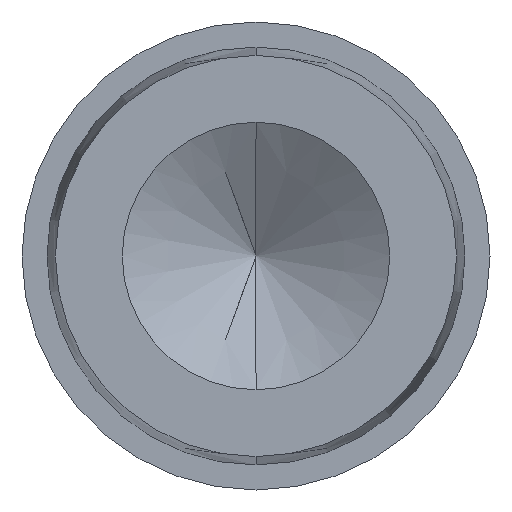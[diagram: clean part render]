
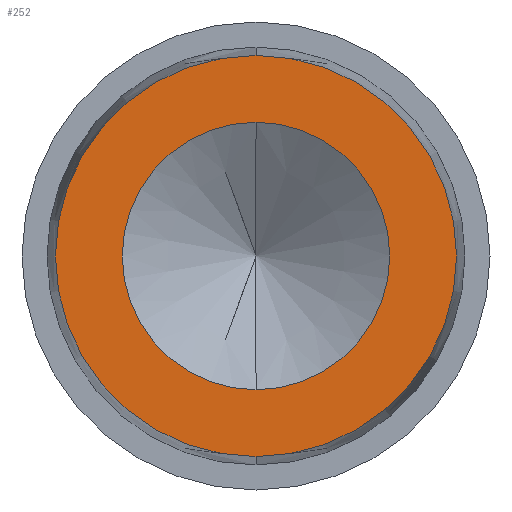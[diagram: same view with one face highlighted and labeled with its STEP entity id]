
A CAD part, front view. The second image highlights one B-rep face of the part: STEP entity #252.
In plain terms, the highlighted planar face has unit normal (0, -1, 0).
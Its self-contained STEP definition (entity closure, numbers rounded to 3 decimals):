
#27 = ORIENTED_EDGE ( 'NONE', *, *, #367, .T. ) ;
#29 = DIRECTION ( 'NONE',  ( 0., 0., -1. ) ) ;
#46 = CIRCLE ( 'NONE', #130, 3. ) ;
#50 = VERTEX_POINT ( 'NONE', #326 ) ;
#58 = EDGE_LOOP ( 'NONE', ( #380, #231 ) ) ;
#70 = DIRECTION ( 'NONE',  ( 0., 1., 0. ) ) ;
#93 = AXIS2_PLACEMENT_3D ( 'NONE', #307, #202, #411 ) ;
#126 = EDGE_CURVE ( 'NONE', #329, #134, #239, .T. ) ;
#130 = AXIS2_PLACEMENT_3D ( 'NONE', #199, #446, #339 ) ;
#134 = VERTEX_POINT ( 'NONE', #406 ) ;
#135 = EDGE_CURVE ( 'NONE', #50, #269, #46, .T. ) ;
#137 = AXIS2_PLACEMENT_3D ( 'NONE', #171, #345, #29 ) ;
#142 = FACE_BOUND ( 'NONE', #58, .T. ) ;
#165 = AXIS2_PLACEMENT_3D ( 'NONE', #390, #283, #277 ) ;
#171 = CARTESIAN_POINT ( 'NONE',  ( 0., -17.8, 0. ) ) ;
#174 = CARTESIAN_POINT ( 'NONE',  ( 0., -17.8, -3. ) ) ;
#178 = PLANE ( 'NONE',  #275 ) ;
#180 = EDGE_CURVE ( 'NONE', #134, #329, #417, .T. ) ;
#199 = CARTESIAN_POINT ( 'NONE',  ( 0., -17.8, 0. ) ) ;
#202 = DIRECTION ( 'NONE',  ( 0., -1., 0. ) ) ;
#231 = ORIENTED_EDGE ( 'NONE', *, *, #126, .F. ) ;
#239 = CIRCLE ( 'NONE', #93, 2. ) ;
#252 = ADVANCED_FACE ( 'NONE', ( #142, #416 ), #178, .F. ) ;
#269 = VERTEX_POINT ( 'NONE', #174 ) ;
#275 = AXIS2_PLACEMENT_3D ( 'NONE', #389, #70, #315 ) ;
#277 = DIRECTION ( 'NONE',  ( 0., 0., -1. ) ) ;
#283 = DIRECTION ( 'NONE',  ( 0., -1., 0. ) ) ;
#298 = ORIENTED_EDGE ( 'NONE', *, *, #135, .T. ) ;
#307 = CARTESIAN_POINT ( 'NONE',  ( 0., -17.8, 0. ) ) ;
#315 = DIRECTION ( 'NONE',  ( 0., 0., 1. ) ) ;
#326 = CARTESIAN_POINT ( 'NONE',  ( 0., -17.8, 3. ) ) ;
#329 = VERTEX_POINT ( 'NONE', #354 ) ;
#339 = DIRECTION ( 'NONE',  ( 0., 0., -1. ) ) ;
#345 = DIRECTION ( 'NONE',  ( 0., -1., 0. ) ) ;
#354 = CARTESIAN_POINT ( 'NONE',  ( 0., -17.8, 2. ) ) ;
#367 = EDGE_CURVE ( 'NONE', #269, #50, #441, .T. ) ;
#375 = EDGE_LOOP ( 'NONE', ( #27, #298 ) ) ;
#380 = ORIENTED_EDGE ( 'NONE', *, *, #180, .F. ) ;
#389 = CARTESIAN_POINT ( 'NONE',  ( -3., -17.8, 0. ) ) ;
#390 = CARTESIAN_POINT ( 'NONE',  ( 0., -17.8, 0. ) ) ;
#406 = CARTESIAN_POINT ( 'NONE',  ( 0., -17.8, -2. ) ) ;
#411 = DIRECTION ( 'NONE',  ( 0., 0., -1. ) ) ;
#416 = FACE_OUTER_BOUND ( 'NONE', #375, .T. ) ;
#417 = CIRCLE ( 'NONE', #137, 2. ) ;
#441 = CIRCLE ( 'NONE', #165, 3. ) ;
#446 = DIRECTION ( 'NONE',  ( 0., -1., 0. ) ) ;
